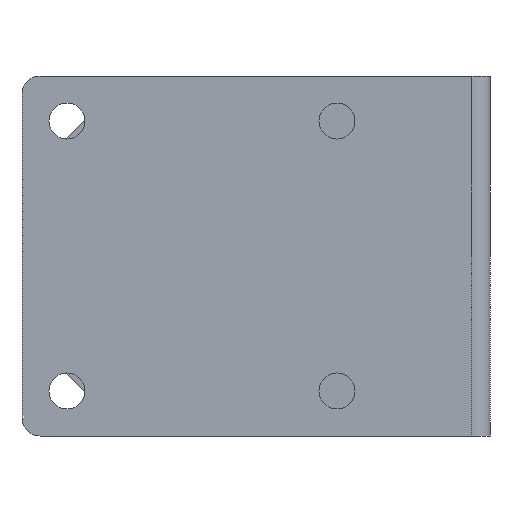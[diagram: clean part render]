
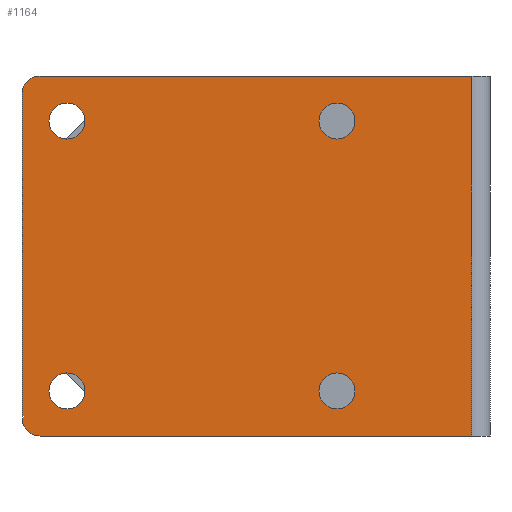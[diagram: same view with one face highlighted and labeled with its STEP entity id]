
A CAD part, left-side view. The second image highlights one B-rep face of the part: STEP entity #1164.
In plain terms, the highlighted planar face has unit normal (-1, 0, 0).
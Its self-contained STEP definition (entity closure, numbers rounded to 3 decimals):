
#363=CARTESIAN_POINT('',(-27.713,25.,10.5));
#364=VERTEX_POINT('',#363);
#371=CARTESIAN_POINT('',(-27.713,1.,10.5));
#372=VERTEX_POINT('',#371);
#373=CARTESIAN_POINT('',(-27.713,1.,10.5));
#374=DIRECTION('',(0.,1.,0.));
#375=VECTOR('',#374,24.);
#376=LINE('',#373,#375);
#377=EDGE_CURVE('',#372,#364,#376,.T.);
#461=CARTESIAN_POINT('',(-27.713,25.,-9.5));
#462=VERTEX_POINT('',#461);
#463=CARTESIAN_POINT('',(-27.713,1.,-9.5));
#464=VERTEX_POINT('',#463);
#465=CARTESIAN_POINT('',(-27.713,25.,-9.5));
#466=DIRECTION('',(0.,-1.,0.));
#467=VECTOR('',#466,24.);
#468=LINE('',#465,#467);
#469=EDGE_CURVE('',#462,#464,#468,.T.);
#954=CARTESIAN_POINT('',(-27.713,26.,-8.5));
#955=VERTEX_POINT('',#954);
#962=CARTESIAN_POINT('',(-27.713,26.,9.5));
#963=VERTEX_POINT('',#962);
#964=CARTESIAN_POINT('',(-27.713,26.,9.5));
#965=DIRECTION('',(0.,0.,-1.));
#966=VECTOR('',#965,18.);
#967=LINE('',#964,#966);
#968=EDGE_CURVE('',#963,#955,#967,.T.);
#1090=CARTESIAN_POINT('',(-27.713,0.,0.));
#1091=DIRECTION('',(1.,0.,0.));
#1092=DIRECTION('',(0.,0.,-1.));
#1093=AXIS2_PLACEMENT_3D('',#1090,#1091,#1092);
#1094=PLANE('',#1093);
#1095=CARTESIAN_POINT('',(-27.713,23.5,-6.));
#1096=VERTEX_POINT('',#1095);
#1097=CARTESIAN_POINT('',(-27.713,23.5,-7.));
#1098=DIRECTION('',(-1.,0.,0.));
#1099=DIRECTION('',(0.,0.,1.));
#1100=AXIS2_PLACEMENT_3D('',#1097,#1098,#1099);
#1101=CIRCLE('',#1100,1.);
#1102=EDGE_CURVE('',#1096,#1096,#1101,.T.);
#1103=ORIENTED_EDGE('',*,*,#1102,.F.);
#1104=EDGE_LOOP('',(#1103));
#1105=FACE_BOUND('',#1104,.T.);
#1106=CARTESIAN_POINT('',(-27.713,8.5,-6.));
#1107=VERTEX_POINT('',#1106);
#1108=CARTESIAN_POINT('',(-27.713,8.5,-7.));
#1109=DIRECTION('',(-1.,0.,0.));
#1110=DIRECTION('',(0.,0.,1.));
#1111=AXIS2_PLACEMENT_3D('',#1108,#1109,#1110);
#1112=CIRCLE('',#1111,1.);
#1113=EDGE_CURVE('',#1107,#1107,#1112,.T.);
#1114=ORIENTED_EDGE('',*,*,#1113,.F.);
#1115=EDGE_LOOP('',(#1114));
#1116=FACE_BOUND('',#1115,.T.);
#1117=CARTESIAN_POINT('',(-27.713,8.5,9.));
#1118=VERTEX_POINT('',#1117);
#1119=CARTESIAN_POINT('',(-27.713,8.5,8.));
#1120=DIRECTION('',(-1.,0.,0.));
#1121=DIRECTION('',(0.,0.,1.));
#1122=AXIS2_PLACEMENT_3D('',#1119,#1120,#1121);
#1123=CIRCLE('',#1122,1.);
#1124=EDGE_CURVE('',#1118,#1118,#1123,.T.);
#1125=ORIENTED_EDGE('',*,*,#1124,.F.);
#1126=EDGE_LOOP('',(#1125));
#1127=FACE_BOUND('',#1126,.T.);
#1128=CARTESIAN_POINT('',(-27.713,23.5,9.));
#1129=VERTEX_POINT('',#1128);
#1130=CARTESIAN_POINT('',(-27.713,23.5,8.));
#1131=DIRECTION('',(-1.,0.,0.));
#1132=DIRECTION('',(0.,0.,1.));
#1133=AXIS2_PLACEMENT_3D('',#1130,#1131,#1132);
#1134=CIRCLE('',#1133,1.);
#1135=EDGE_CURVE('',#1129,#1129,#1134,.T.);
#1136=ORIENTED_EDGE('',*,*,#1135,.F.);
#1137=EDGE_LOOP('',(#1136));
#1138=FACE_BOUND('',#1137,.T.);
#1139=ORIENTED_EDGE('',*,*,#968,.T.);
#1140=CARTESIAN_POINT('',(-27.713,25.,-8.5));
#1141=DIRECTION('',(-1.,-0.,-0.));
#1142=DIRECTION('',(0.,0.,-1.));
#1143=AXIS2_PLACEMENT_3D('',#1140,#1141,#1142);
#1144=CIRCLE('',#1143,1.);
#1145=EDGE_CURVE('',#955,#462,#1144,.T.);
#1146=ORIENTED_EDGE('',*,*,#1145,.T.);
#1147=ORIENTED_EDGE('',*,*,#469,.T.);
#1148=CARTESIAN_POINT('',(-27.713,1.,-9.5));
#1149=DIRECTION('',(0.,0.,1.));
#1150=VECTOR('',#1149,20.);
#1151=LINE('',#1148,#1150);
#1152=EDGE_CURVE('',#464,#372,#1151,.T.);
#1153=ORIENTED_EDGE('',*,*,#1152,.T.);
#1154=ORIENTED_EDGE('',*,*,#377,.T.);
#1155=CARTESIAN_POINT('',(-27.713,25.,9.5));
#1156=DIRECTION('',(-1.,-0.,-0.));
#1157=DIRECTION('',(0.,0.,-1.));
#1158=AXIS2_PLACEMENT_3D('',#1155,#1156,#1157);
#1159=CIRCLE('',#1158,1.);
#1160=EDGE_CURVE('',#364,#963,#1159,.T.);
#1161=ORIENTED_EDGE('',*,*,#1160,.T.);
#1162=EDGE_LOOP('',(#1139,#1146,#1147,#1153,#1154,#1161));
#1163=FACE_BOUND('',#1162,.T.);
#1164=ADVANCED_FACE('',(#1105,#1116,#1127,#1138,#1163),#1094,.F.);
